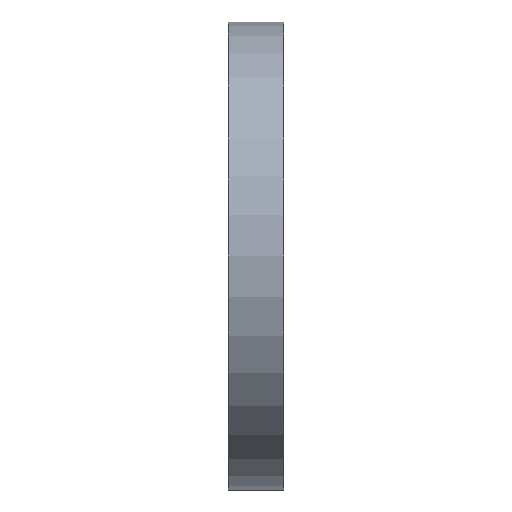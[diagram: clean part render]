
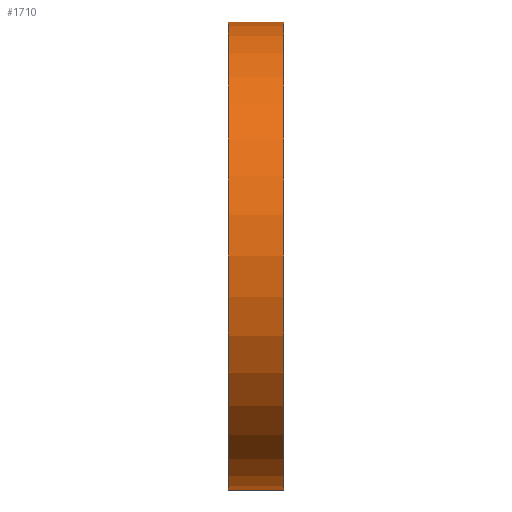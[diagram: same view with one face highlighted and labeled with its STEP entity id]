
A CAD part, left-side view. The second image highlights one B-rep face of the part: STEP entity #1710.
In plain terms, the highlighted cylindrical face has radius 84.5 mm (diameter 169 mm), a full revolution.
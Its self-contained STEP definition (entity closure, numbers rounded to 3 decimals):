
#99=CYLINDRICAL_SURFACE('',#1960,84.5);
#211=FACE_OUTER_BOUND('',#327,.T.);
#327=EDGE_LOOP('',(#1484,#1485,#1486,#1487));
#478=LINE('',#3021,#588);
#588=VECTOR('',#2528,84.5);
#702=CIRCLE('',#1961,84.5);
#703=CIRCLE('',#1962,84.5);
#852=VERTEX_POINT('',#3018);
#853=VERTEX_POINT('',#3020);
#1076=EDGE_CURVE('',#852,#852,#702,.T.);
#1077=EDGE_CURVE('',#852,#853,#478,.T.);
#1078=EDGE_CURVE('',#853,#853,#703,.T.);
#1484=ORIENTED_EDGE('',*,*,#1076,.F.);
#1485=ORIENTED_EDGE('',*,*,#1077,.T.);
#1486=ORIENTED_EDGE('',*,*,#1078,.T.);
#1487=ORIENTED_EDGE('',*,*,#1077,.F.);
#1710=ADVANCED_FACE('',(#211),#99,.T.);
#1960=AXIS2_PLACEMENT_3D('',#3017,#2524,#2525);
#1961=AXIS2_PLACEMENT_3D('',#3019,#2526,#2527);
#1962=AXIS2_PLACEMENT_3D('',#3022,#2529,#2530);
#2524=DIRECTION('center_axis',(0.,1.,0.));
#2525=DIRECTION('ref_axis',(-1.,0.,0.));
#2526=DIRECTION('center_axis',(0.,1.,0.));
#2527=DIRECTION('ref_axis',(-1.,0.,0.));
#2528=DIRECTION('',(0.,-1.,0.));
#2529=DIRECTION('center_axis',(0.,1.,0.));
#2530=DIRECTION('ref_axis',(-1.,0.,0.));
#3017=CARTESIAN_POINT('Origin',(0.,0.,0.));
#3018=CARTESIAN_POINT('',(84.5,20.,0.));
#3019=CARTESIAN_POINT('Origin',(0.,20.,0.));
#3020=CARTESIAN_POINT('',(84.5,0.,0.));
#3021=CARTESIAN_POINT('',(84.5,0.,0.));
#3022=CARTESIAN_POINT('Origin',(0.,0.,0.));
